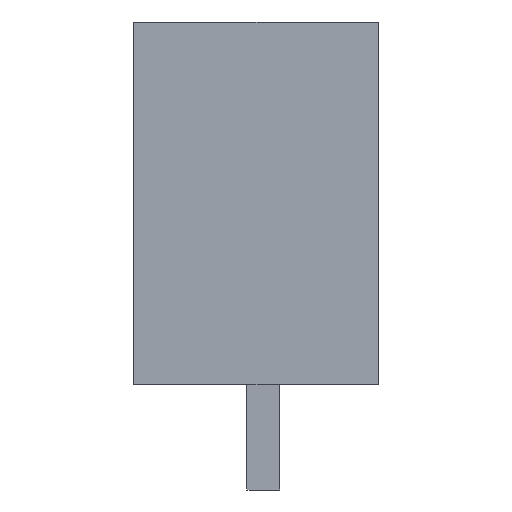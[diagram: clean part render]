
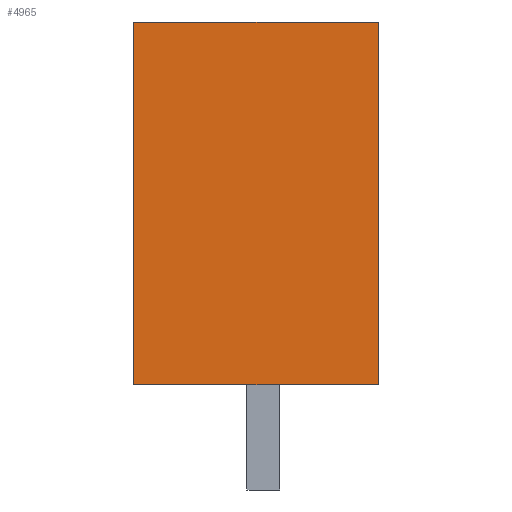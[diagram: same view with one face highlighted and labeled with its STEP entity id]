
A CAD part, left-side view. The second image highlights one B-rep face of the part: STEP entity #4965.
In plain terms, the highlighted planar face has unit normal (-1, 0, 0).
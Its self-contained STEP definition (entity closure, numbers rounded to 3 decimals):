
#4945=AXIS2_PLACEMENT_3D('Plane Axis2P3D',#4942,#4943,#4944) ;
#275=CARTESIAN_POINT('Vertex',(0.,7.45,3.2)) ;
#278=CARTESIAN_POINT('Line Origine',(0.,7.45,8.725)) ;
#282=CARTESIAN_POINT('Vertex',(0.,7.45,14.25)) ;
#4926=CARTESIAN_POINT('Vertex',(0.,0.,3.2)) ;
#4929=CARTESIAN_POINT('Line Origine',(0.,3.725,3.2)) ;
#4942=CARTESIAN_POINT('Axis2P3D Location',(0.,7.45,1.8)) ;
#4947=CARTESIAN_POINT('Line Origine',(0.,0.,8.725)) ;
#4951=CARTESIAN_POINT('Vertex',(0.,0.,14.25)) ;
#4954=CARTESIAN_POINT('Line Origine',(0.,3.725,14.25)) ;
#279=DIRECTION('Vector Direction',(0.,0.,-1.)) ;
#4930=DIRECTION('Vector Direction',(0.,-1.,0.)) ;
#4943=DIRECTION('Axis2P3D Direction',(1.,0.,-0.)) ;
#4944=DIRECTION('Axis2P3D XDirection',(0.,0.,1.)) ;
#4948=DIRECTION('Vector Direction',(0.,0.,1.)) ;
#4955=DIRECTION('Vector Direction',(0.,1.,0.)) ;
#280=VECTOR('Line Direction',#279,1.) ;
#4931=VECTOR('Line Direction',#4930,1.) ;
#4949=VECTOR('Line Direction',#4948,1.) ;
#4956=VECTOR('Line Direction',#4955,1.) ;
#4960=ORIENTED_EDGE('',*,*,#4933,.F.) ;
#4961=ORIENTED_EDGE('',*,*,#4953,.F.) ;
#4962=ORIENTED_EDGE('',*,*,#4958,.F.) ;
#4963=ORIENTED_EDGE('',*,*,#284,.F.) ;
#4965=ADVANCED_FACE('HOUSING',(#4964),#4946,.F.) ;
#284=EDGE_CURVE('',#276,#283,#281,.F.) ;
#4933=EDGE_CURVE('',#4927,#276,#4932,.F.) ;
#4953=EDGE_CURVE('',#4952,#4927,#4950,.F.) ;
#4958=EDGE_CURVE('',#283,#4952,#4957,.F.) ;
#4959=EDGE_LOOP('',(#4960,#4961,#4962,#4963)) ;
#4964=FACE_OUTER_BOUND('',#4959,.T.) ;
#281=LINE('Line',#278,#280) ;
#4932=LINE('Line',#4929,#4931) ;
#4950=LINE('Line',#4947,#4949) ;
#4957=LINE('Line',#4954,#4956) ;
#4946=PLANE('',#4945) ;
#276=VERTEX_POINT('',#275) ;
#283=VERTEX_POINT('',#282) ;
#4927=VERTEX_POINT('',#4926) ;
#4952=VERTEX_POINT('',#4951) ;
